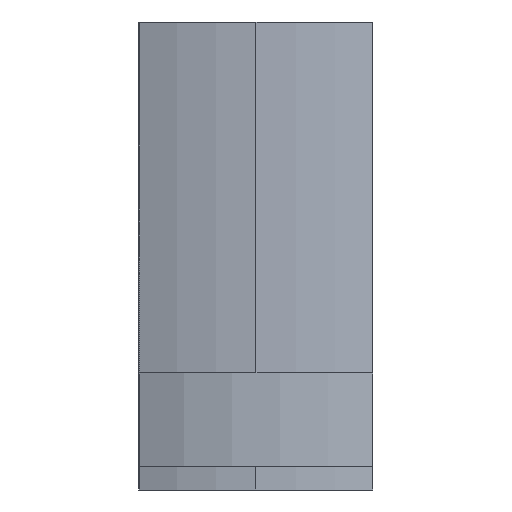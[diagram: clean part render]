
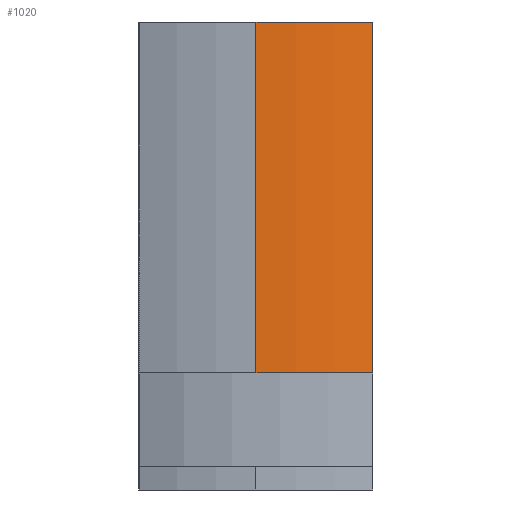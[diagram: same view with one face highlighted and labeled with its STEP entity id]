
A CAD part, left-side view. The second image highlights one B-rep face of the part: STEP entity #1020.
In plain terms, the highlighted cylindrical face has radius 14 mm (diameter 28 mm), a partial arc.
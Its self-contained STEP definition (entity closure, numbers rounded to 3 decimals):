
#230 = LINE ( 'NONE', #3917, #3836 ) ;
#281 = DIRECTION ( 'NONE',  ( 0., 0., 1. ) ) ;
#351 = DIRECTION ( 'NONE',  ( -1., 0., 0. ) ) ;
#358 = ORIENTED_EDGE ( 'NONE', *, *, #3370, .F. ) ;
#503 = ORIENTED_EDGE ( 'NONE', *, *, #3861, .F. ) ;
#586 = DIRECTION ( 'NONE',  ( 0., 0., -1. ) ) ;
#587 = CARTESIAN_POINT ( 'NONE',  ( -16.19, -5.106, 38. ) ) ;
#686 = VECTOR ( 'NONE', #3116, 1000. ) ;
#692 = CARTESIAN_POINT ( 'NONE',  ( -3.114, -0.106, 23. ) ) ;
#874 = CARTESIAN_POINT ( 'NONE',  ( -16.19, -5.106, 23. ) ) ;
#968 = CIRCLE ( 'NONE', #3651, 14. ) ;
#1020 = ADVANCED_FACE ( 'NONE', ( #1138 ), #2488, .T. ) ;
#1123 = VERTEX_POINT ( 'NONE', #587 ) ;
#1138 = FACE_OUTER_BOUND ( 'NONE', #3614, .T. ) ;
#1492 = VERTEX_POINT ( 'NONE', #874 ) ;
#1647 = DIRECTION ( 'NONE',  ( 0., 0., -1. ) ) ;
#1764 = VERTEX_POINT ( 'NONE', #2152 ) ;
#1776 = LINE ( 'NONE', #2719, #686 ) ;
#1824 = CARTESIAN_POINT ( 'NONE',  ( -17.114, -0.106, 38. ) ) ;
#1831 = DIRECTION ( 'NONE',  ( 0., 0., -1. ) ) ;
#1941 = AXIS2_PLACEMENT_3D ( 'NONE', #692, #1647, #2715 ) ;
#1980 = EDGE_CURVE ( 'NONE', #3598, #1123, #968, .T. ) ;
#1983 = DIRECTION ( 'NONE',  ( 1., 0., 0. ) ) ;
#2000 = CARTESIAN_POINT ( 'NONE',  ( -3.114, -0.106, 38. ) ) ;
#2079 = CIRCLE ( 'NONE', #1941, 14. ) ;
#2152 = CARTESIAN_POINT ( 'NONE',  ( -17.114, -0.106, 23. ) ) ;
#2162 = AXIS2_PLACEMENT_3D ( 'NONE', #3500, #1831, #351 ) ;
#2190 = EDGE_CURVE ( 'NONE', #3598, #1764, #1776, .T. ) ;
#2488 = CYLINDRICAL_SURFACE ( 'NONE', #2162, 14. ) ;
#2715 = DIRECTION ( 'NONE',  ( -1., 0., 0. ) ) ;
#2719 = CARTESIAN_POINT ( 'NONE',  ( -17.114, -0.106, 38. ) ) ;
#2903 = ORIENTED_EDGE ( 'NONE', *, *, #2190, .T. ) ;
#3116 = DIRECTION ( 'NONE',  ( 0., 0., -1. ) ) ;
#3370 = EDGE_CURVE ( 'NONE', #1123, #1492, #230, .T. ) ;
#3500 = CARTESIAN_POINT ( 'NONE',  ( -3.114, -0.106, 38. ) ) ;
#3598 = VERTEX_POINT ( 'NONE', #1824 ) ;
#3614 = EDGE_LOOP ( 'NONE', ( #4085, #2903, #503, #358 ) ) ;
#3651 = AXIS2_PLACEMENT_3D ( 'NONE', #2000, #281, #1983 ) ;
#3836 = VECTOR ( 'NONE', #586, 1000. ) ;
#3861 = EDGE_CURVE ( 'NONE', #1492, #1764, #2079, .T. ) ;
#3917 = CARTESIAN_POINT ( 'NONE',  ( -16.19, -5.106, 38. ) ) ;
#4085 = ORIENTED_EDGE ( 'NONE', *, *, #1980, .F. ) ;
